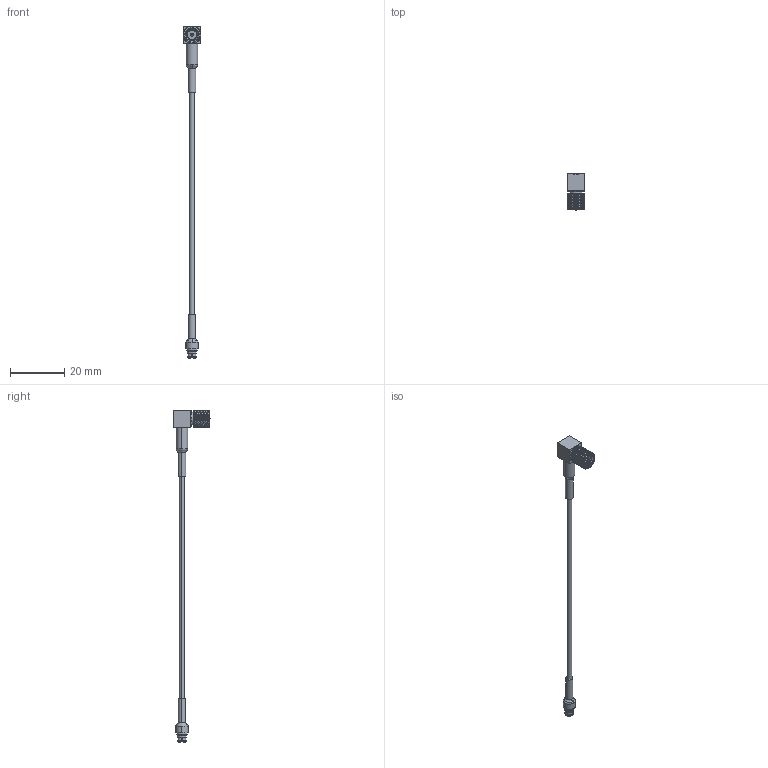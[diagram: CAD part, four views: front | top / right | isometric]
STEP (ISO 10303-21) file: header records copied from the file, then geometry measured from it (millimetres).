
FILE_DESCRIPTION (( 'STEP AP214' ), '1' );
FILE_NAME ('PE3C7720.step', '2021-04-29T22:17:16', ( '' ), ( '' ), 'SwSTEP 2.0', 'SolidWorks 2020', '' );
FILE_SCHEMA (( 'AUTOMOTIVE_DESIGN' ));
Length unit declared in the file: inch
Products named in the file (5): RG178BU^PE3C7720_RG178B-U; PE3C7720; PE45287^PE3C7720; Heat Shrink^PE3C7720; PE44356^PE3C7720_Crimped
Assembly tree (4 placements, depth 2):
  PE3C7720
    RG178BU^PE3C7720_RG178B-U
    PE44356^PE3C7720_Crimped
    PE45287^PE3C7720
    Heat Shrink^PE3C7720
Bounding box: 6.5 x 13.79 x 122.62 mm (x, y, z)
Volume: 1052.1 mm3; surface area: 2002.2 mm2
Topology: 8 solids, 8 shells, 2045 faces, 4313 edges, 2308 vertices
Faces by surface type: bspline 1476, cylinder 460, plane 77, cone 32
Entity records: 83611 total; most frequent: CARTESIAN_POINT 55927, ORIENTED_EDGE 8626, EDGE_CURVE 4313, VERTEX_POINT 2308, EDGE_LOOP 2073, ADVANCED_FACE 2045, FACE_OUTER_BOUND 2045, DIRECTION 1960
